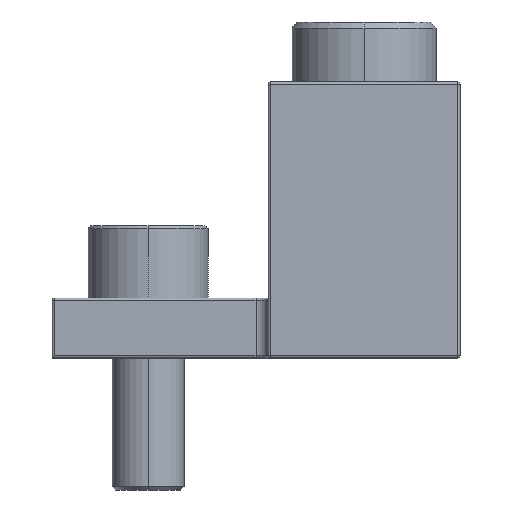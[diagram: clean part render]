
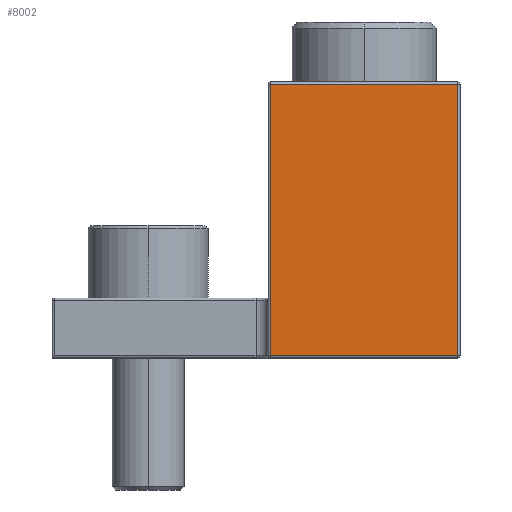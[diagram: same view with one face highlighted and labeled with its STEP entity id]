
A CAD part, left-side view. The second image highlights one B-rep face of the part: STEP entity #8002.
In plain terms, the highlighted planar face has unit normal (-1, 0, 0).
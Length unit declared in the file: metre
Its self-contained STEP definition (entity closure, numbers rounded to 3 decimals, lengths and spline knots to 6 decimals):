
#435=DIRECTION('',(0.,-1.,0.));
#436=VECTOR('',#435,0.0156);
#437=CARTESIAN_POINT('',(-0.0105,-0.0022,0.0228));
#438=LINE('',#437,#436);
#443=DIRECTION('',(0.,0.,-1.));
#444=VECTOR('',#443,0.0226);
#445=CARTESIAN_POINT('',(-0.0105,-0.0178,0.0228));
#446=LINE('',#445,#444);
#474=DIRECTION('',(0.,1.,0.));
#475=VECTOR('',#474,0.0156);
#476=CARTESIAN_POINT('',(-0.0105,-0.0178,0.0002));
#477=LINE('',#476,#475);
#497=DIRECTION('',(0.,0.,1.));
#498=VECTOR('',#497,0.0226);
#499=CARTESIAN_POINT('',(-0.0105,-0.0022,0.0002));
#500=LINE('',#499,#498);
#6543=CARTESIAN_POINT('',(-0.0105,-0.0178,0.0002));
#6544=VERTEX_POINT('',#6543);
#6545=CARTESIAN_POINT('',(-0.0105,-0.0022,0.0002));
#6546=VERTEX_POINT('',#6545);
#6547=CARTESIAN_POINT('',(-0.0105,-0.0178,0.0228));
#6548=VERTEX_POINT('',#6547);
#6549=CARTESIAN_POINT('',(-0.0105,-0.0022,0.0228));
#6550=VERTEX_POINT('',#6549);
#7988=CARTESIAN_POINT('',(-0.0105,-0.002,0.));
#7989=DIRECTION('',(-1.,0.,0.));
#7990=DIRECTION('',(0.,-1.,0.));
#7991=AXIS2_PLACEMENT_3D('',#7988,#7989,#7990);
#7992=PLANE('',#7991);
#7993=ORIENTED_EDGE('',*,*,#7971,.T.);
#7995=ORIENTED_EDGE('',*,*,#7994,.T.);
#7997=ORIENTED_EDGE('',*,*,#7996,.T.);
#7999=ORIENTED_EDGE('',*,*,#7998,.T.);
#8000=EDGE_LOOP('',(#7993,#7995,#7997,#7999));
#8001=FACE_OUTER_BOUND('',#8000,.F.);
#8002=ADVANCED_FACE('',(#8001),#7992,.T.);
#7971=EDGE_CURVE('',#6550,#6548,#438,.T.);
#7994=EDGE_CURVE('',#6548,#6544,#446,.T.);
#7996=EDGE_CURVE('',#6544,#6546,#477,.T.);
#7998=EDGE_CURVE('',#6546,#6550,#500,.T.);
